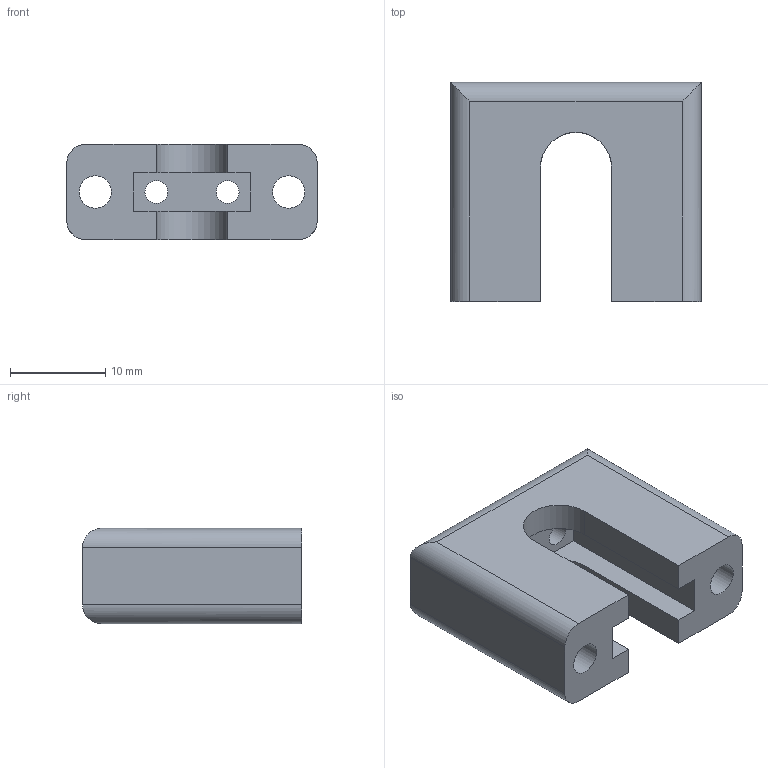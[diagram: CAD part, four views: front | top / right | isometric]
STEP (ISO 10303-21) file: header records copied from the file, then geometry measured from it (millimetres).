
FILE_DESCRIPTION(('FreeCAD Model'),'2;1');
FILE_NAME('Open CASCADE Shape Model','2025-08-13T19:40:42',(''),(''), 'Open CASCADE STEP processor 7.8','FreeCAD','Unknown');
FILE_SCHEMA(('AUTOMOTIVE_DESIGN { 1 0 10303 214 1 1 1 1 }'));
Length unit declared in the file: millimetre
Products named in the file (1): AxisScrewAdapter2
Bounding box: 26.3 x 23 x 10 mm (x, y, z)
Volume: 3768.1 mm3; surface area: 2872 mm2
Topology: 1 solids, 1 shells, 32 faces, 82 edges, 52 vertices
Faces by surface type: plane 16, cylinder 14, cone 2
Full cylindrical faces by diameter (mm): 2.4 x2, 3.4 x2, 4.2 x2
Entity records: 1002 total; most frequent: DIRECTION 170, CARTESIAN_POINT 169, ORIENTED_EDGE 164, EDGE_CURVE 82, AXIS2_PLACEMENT_3D 57, LINE 56, VECTOR 56, VERTEX_POINT 52
